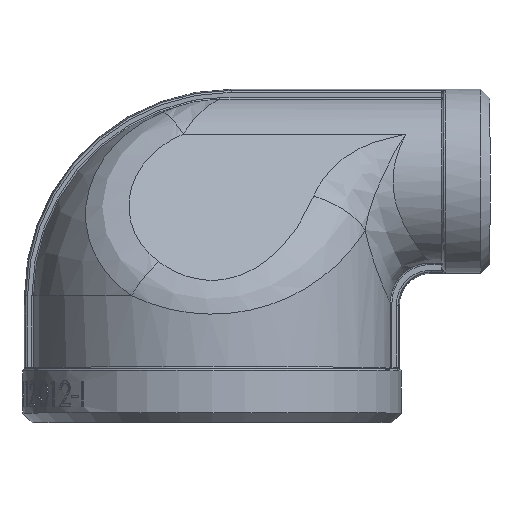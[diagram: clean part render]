
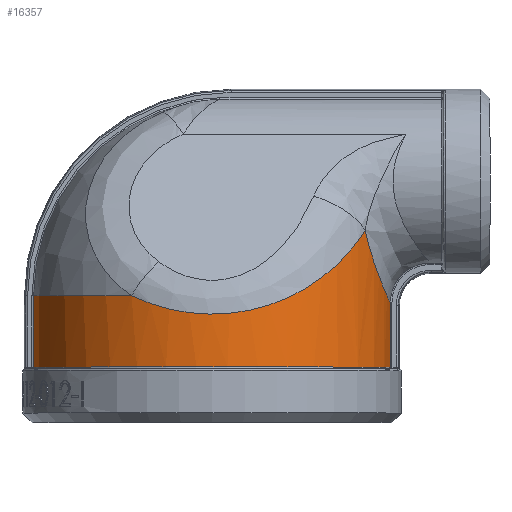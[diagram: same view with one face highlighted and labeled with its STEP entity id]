
A CAD part, top view. The second image highlights one B-rep face of the part: STEP entity #16357.
In plain terms, the highlighted cylindrical face has radius 26.75 mm (diameter 53.5 mm), a partial arc.
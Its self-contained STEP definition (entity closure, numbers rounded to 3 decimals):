
#513 = EDGE_CURVE ( 'NONE', #13385, #13333, #1472, .T. ) ;
#516 = EDGE_CURVE ( 'NONE', #22703, #22705, #20022, .T. ) ;
#541 = EDGE_CURVE ( 'NONE', #13321, #22824, #1075, .T. ) ;
#1075 = B_SPLINE_CURVE_WITH_KNOTS ( 'NONE', 3,
 ( #20137, #20123, #20116, #20145, #20117, #20130, #20111 ),
 .UNSPECIFIED., .F., .F.,
 ( 4, 1, 1, 1, 4 ),
 ( 0., 0.143, 0.429, 0.714, 1. ),
 .UNSPECIFIED. ) ;
#1340 = B_SPLINE_CURVE_WITH_KNOTS ( 'NONE', 3,
 ( #6761, #6745, #6746, #6741, #6759, #6754 ),
 .UNSPECIFIED., .F., .F.,
 ( 4, 1, 1, 4 ),
 ( 0., 0.147, 0.716, 0.985 ),
 .UNSPECIFIED. ) ;
#1472 = LINE ( 'NONE', #1478, #22238 ) ;
#1478 = CARTESIAN_POINT ( 'NONE',  ( -26.611, -22.55, 2.725 ) ) ;
#1484 = DIRECTION ( 'NONE',  ( 0., -1., 0. ) ) ;
#6740 = DIRECTION ( 'NONE',  ( 0., 1., 0. ) ) ;
#6741 = CARTESIAN_POINT ( 'NONE',  ( 25.716, -16.207, 8.208 ) ) ;
#6745 = CARTESIAN_POINT ( 'NONE',  ( 23.047, -8.151, 13.585 ) ) ;
#6746 = CARTESIAN_POINT ( 'NONE',  ( 24.021, -12.054, 11.921 ) ) ;
#6750 = CARTESIAN_POINT ( 'NONE',  ( 0., -17.1, 0. ) ) ;
#6751 = DIRECTION ( 'NONE',  ( -1., 0., 0. ) ) ;
#6752 = DIRECTION ( 'NONE',  ( 0., 1., 0. ) ) ;
#6754 = CARTESIAN_POINT ( 'NONE',  ( 26.611, -18.197, 2.725 ) ) ;
#6756 = DIRECTION ( 'NONE',  ( 0., 0., 1. ) ) ;
#6759 = CARTESIAN_POINT ( 'NONE',  ( 26.471, -17.889, 4.093 ) ) ;
#6761 = CARTESIAN_POINT ( 'NONE',  ( 22.868, -7.316, 13.879 ) ) ;
#6765 = CARTESIAN_POINT ( 'NONE',  ( 0., -27.75, 0. ) ) ;
#12731 = CARTESIAN_POINT ( 'NONE',  ( 26.611, -18.197, 2.725 ) ) ;
#12790 = CARTESIAN_POINT ( 'NONE',  ( 26.611, -27.75, 2.725 ) ) ;
#12995 = CARTESIAN_POINT ( 'NONE',  ( 22.868, -7.316, 13.879 ) ) ;
#13321 = VERTEX_POINT ( 'NONE', #19051 ) ;
#13333 = VERTEX_POINT ( 'NONE', #19062 ) ;
#13385 = VERTEX_POINT ( 'NONE', #15801 ) ;
#13493 = EDGE_LOOP ( 'NONE', ( #23174, #23163, #23185, #23168, #23197, #23199 ) ) ;
#15167 = CYLINDRICAL_SURFACE ( 'NONE', #20875, 26.75 ) ;
#15184 = DIRECTION ( 'NONE',  ( 0., 1., 0. ) ) ;
#15197 = DIRECTION ( 'NONE',  ( -1., 0., 0. ) ) ;
#15204 = CARTESIAN_POINT ( 'NONE',  ( 0., -22.55, 0. ) ) ;
#15205 = FACE_OUTER_BOUND ( 'NONE', #13493, .T. ) ;
#15801 = CARTESIAN_POINT ( 'NONE',  ( -26.611, -17.1, 2.725 ) ) ;
#16357 = ADVANCED_FACE ( 'NONE', ( #15205 ), #15167, .T. ) ;
#17468 = EDGE_CURVE ( 'NONE', #22824, #22705, #1340, .T. ) ;
#17476 = EDGE_CURVE ( 'NONE', #13333, #22703, #18428, .T. ) ;
#17482 = EDGE_CURVE ( 'NONE', #13385, #13321, #18433, .T. ) ;
#18425 = AXIS2_PLACEMENT_3D ( 'NONE', #6765, #6752, #6756 ) ;
#18428 = CIRCLE ( 'NONE', #18425, 26.75 ) ;
#18431 = AXIS2_PLACEMENT_3D ( 'NONE', #6750, #6740, #6751 ) ;
#18433 = CIRCLE ( 'NONE', #18431, 26.75 ) ;
#19051 = CARTESIAN_POINT ( 'NONE',  ( -11.996, -17.1, 23.909 ) ) ;
#19062 = CARTESIAN_POINT ( 'NONE',  ( -26.611, -27.75, 2.725 ) ) ;
#20022 = LINE ( 'NONE', #20058, #22223 ) ;
#20025 = DIRECTION ( 'NONE',  ( 0., 1., 0. ) ) ;
#20058 = CARTESIAN_POINT ( 'NONE',  ( 26.611, -22.55, 2.725 ) ) ;
#20111 = CARTESIAN_POINT ( 'NONE',  ( 22.868, -7.316, 13.879 ) ) ;
#20116 = CARTESIAN_POINT ( 'NONE',  ( -4.937, -19.896, 26.776 ) ) ;
#20117 = CARTESIAN_POINT ( 'NONE',  ( 15.557, -15.982, 22.763 ) ) ;
#20123 = CARTESIAN_POINT ( 'NONE',  ( -10.299, -17.93, 24.761 ) ) ;
#20130 = CARTESIAN_POINT ( 'NONE',  ( 20.898, -10.482, 17.125 ) ) ;
#20137 = CARTESIAN_POINT ( 'NONE',  ( -11.996, -17.1, 23.909 ) ) ;
#20145 = CARTESIAN_POINT ( 'NONE',  ( 4.764, -20.269, 27.158 ) ) ;
#20875 = AXIS2_PLACEMENT_3D ( 'NONE', #15204, #15184, #15197 ) ;
#22223 = VECTOR ( 'NONE', #20025, 1000. ) ;
#22238 = VECTOR ( 'NONE', #1484, 1000. ) ;
#22703 = VERTEX_POINT ( 'NONE', #12790 ) ;
#22705 = VERTEX_POINT ( 'NONE', #12731 ) ;
#22824 = VERTEX_POINT ( 'NONE', #12995 ) ;
#23163 = ORIENTED_EDGE ( 'NONE', *, *, #516, .T. ) ;
#23168 = ORIENTED_EDGE ( 'NONE', *, *, #541, .F. ) ;
#23174 = ORIENTED_EDGE ( 'NONE', *, *, #17476, .T. ) ;
#23185 = ORIENTED_EDGE ( 'NONE', *, *, #17468, .F. ) ;
#23197 = ORIENTED_EDGE ( 'NONE', *, *, #17482, .F. ) ;
#23199 = ORIENTED_EDGE ( 'NONE', *, *, #513, .T. ) ;
